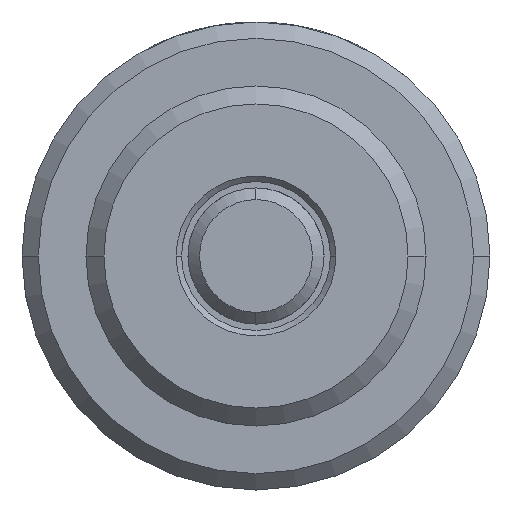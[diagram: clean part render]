
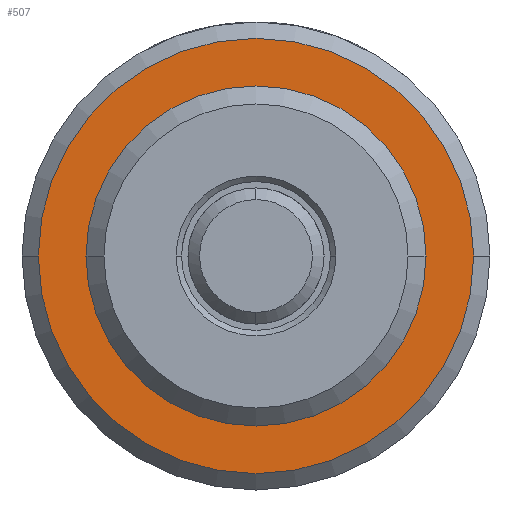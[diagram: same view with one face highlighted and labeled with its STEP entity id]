
A CAD part, left-side view. The second image highlights one B-rep face of the part: STEP entity #507.
In plain terms, the highlighted planar face has unit normal (-1, 0, 0).
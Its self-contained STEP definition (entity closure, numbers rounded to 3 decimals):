
#46 = ORIENTED_EDGE ( 'NONE', *, *, #447, .T. ) ;
#163 = FACE_OUTER_BOUND ( 'NONE', #4351, .T. ) ;
#447 = EDGE_CURVE ( 'NONE', #2720, #3048, #3288, .T. ) ;
#507 = ADVANCED_FACE ( 'NONE', ( #163, #3073 ), #1747, .F. ) ;
#760 = CARTESIAN_POINT ( 'NONE',  ( 12.7, 0., 0. ) ) ;
#785 = CARTESIAN_POINT ( 'NONE',  ( 12.7, 0., 0. ) ) ;
#884 = DIRECTION ( 'NONE',  ( 0., 0., -1. ) ) ;
#903 = VERTEX_POINT ( 'NONE', #3329 ) ;
#1262 = CARTESIAN_POINT ( 'NONE',  ( 12.7, 0., 0. ) ) ;
#1343 = CIRCLE ( 'NONE', #2669, 7.906 ) ;
#1418 = DIRECTION ( 'NONE',  ( 1., 0., 0. ) ) ;
#1425 = CARTESIAN_POINT ( 'NONE',  ( 12.7, 0., 10.16 ) ) ;
#1552 = AXIS2_PLACEMENT_3D ( 'NONE', #4706, #5023, #1810 ) ;
#1747 = PLANE ( 'NONE',  #3366 ) ;
#1810 = DIRECTION ( 'NONE',  ( 0., 0., -1. ) ) ;
#1822 = AXIS2_PLACEMENT_3D ( 'NONE', #760, #2864, #2000 ) ;
#2000 = DIRECTION ( 'NONE',  ( 0., 0., -1. ) ) ;
#2053 = DIRECTION ( 'NONE',  ( 0., 0., -1. ) ) ;
#2220 = AXIS2_PLACEMENT_3D ( 'NONE', #785, #4106, #2053 ) ;
#2268 = EDGE_CURVE ( 'NONE', #3932, #903, #4540, .T. ) ;
#2425 = ORIENTED_EDGE ( 'NONE', *, *, #2268, .F. ) ;
#2464 = ORIENTED_EDGE ( 'NONE', *, *, #4711, .T. ) ;
#2604 = DIRECTION ( 'NONE',  ( 1., 0., 0. ) ) ;
#2669 = AXIS2_PLACEMENT_3D ( 'NONE', #1262, #2604, #3034 ) ;
#2720 = VERTEX_POINT ( 'NONE', #3165 ) ;
#2864 = DIRECTION ( 'NONE',  ( 1., 0., 0. ) ) ;
#3034 = DIRECTION ( 'NONE',  ( 0., 0., -1. ) ) ;
#3048 = VERTEX_POINT ( 'NONE', #4170 ) ;
#3073 = FACE_BOUND ( 'NONE', #3190, .T. ) ;
#3165 = CARTESIAN_POINT ( 'NONE',  ( 12.7, 0., 7.906 ) ) ;
#3190 = EDGE_LOOP ( 'NONE', ( #2464, #46 ) ) ;
#3288 = CIRCLE ( 'NONE', #1552, 7.906 ) ;
#3329 = CARTESIAN_POINT ( 'NONE',  ( 12.7, 0., -10.16 ) ) ;
#3366 = AXIS2_PLACEMENT_3D ( 'NONE', #3479, #1418, #884 ) ;
#3456 = ORIENTED_EDGE ( 'NONE', *, *, #3672, .F. ) ;
#3479 = CARTESIAN_POINT ( 'NONE',  ( 12.7, 0., 0. ) ) ;
#3672 = EDGE_CURVE ( 'NONE', #903, #3932, #3966, .T. ) ;
#3932 = VERTEX_POINT ( 'NONE', #1425 ) ;
#3966 = CIRCLE ( 'NONE', #1822, 10.16 ) ;
#4106 = DIRECTION ( 'NONE',  ( 1., 0., 0. ) ) ;
#4170 = CARTESIAN_POINT ( 'NONE',  ( 12.7, 0., -7.906 ) ) ;
#4351 = EDGE_LOOP ( 'NONE', ( #2425, #3456 ) ) ;
#4540 = CIRCLE ( 'NONE', #2220, 10.16 ) ;
#4706 = CARTESIAN_POINT ( 'NONE',  ( 12.7, 0., 0. ) ) ;
#4711 = EDGE_CURVE ( 'NONE', #3048, #2720, #1343, .T. ) ;
#5023 = DIRECTION ( 'NONE',  ( 1., 0., 0. ) ) ;
